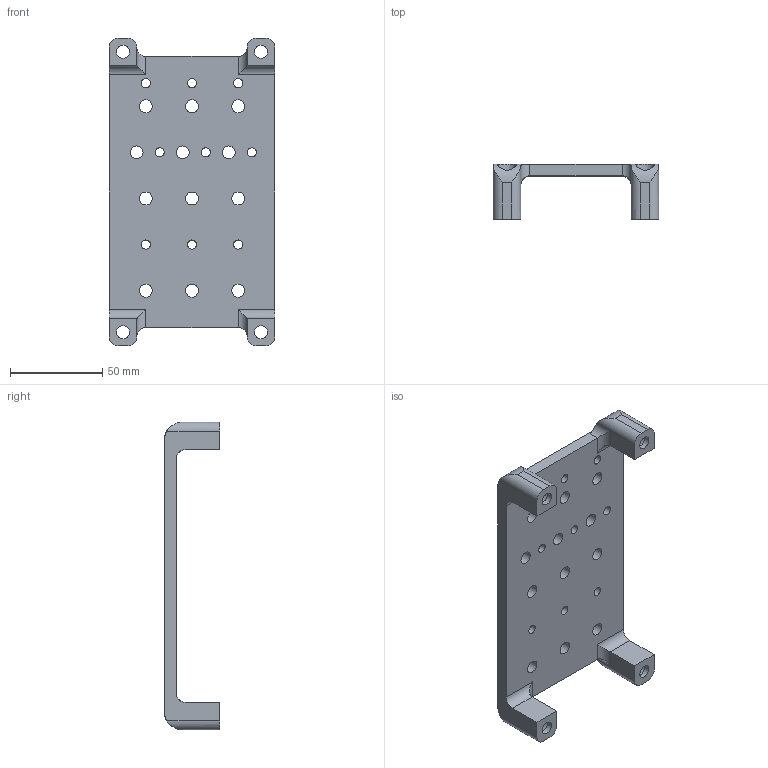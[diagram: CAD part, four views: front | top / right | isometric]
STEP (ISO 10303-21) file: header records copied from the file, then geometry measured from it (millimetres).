
FILE_DESCRIPTION(/* description */ (''),/* implementation_level */ '2;1');
FILE_NAME(/* name */ 'PLATE LATERAL ESQUERDO.step',/* time_stamp */ '2021-02-02T09:17:58-03:00',/* author */ (''),/* organization */ (''),/* preprocessor_version */ 'ST-DEVELOPER v18.1',/* originating_system */ 'Autodesk Translation Framework v9.7.0.1280',/* authorisation */ '');
FILE_SCHEMA (('AUTOMOTIVE_DESIGN { 1 0 10303 214 3 1 1 }'));
Length unit declared in the file: millimetre
Products named in the file (1): PLATE LATERAL ESQUERDO
Bounding box: 89.9 x 30 x 167 mm (x, y, z)
Volume: 94559.5 mm3; surface area: 40250 mm2
Topology: 1 solids, 1 shells, 79 faces, 215 edges, 138 vertices
Faces by surface type: cylinder 53, plane 26
Full cylindrical faces by diameter (mm): 5 x9, 7 x16, 10 x4
Entity records: 2833 total; most frequent: CARTESIAN_POINT 663, DIRECTION 437, ORIENTED_EDGE 430, EDGE_CURVE 215, AXIS2_PLACEMENT_3D 162, VERTEX_POINT 138, EDGE_LOOP 129, LINE 113
